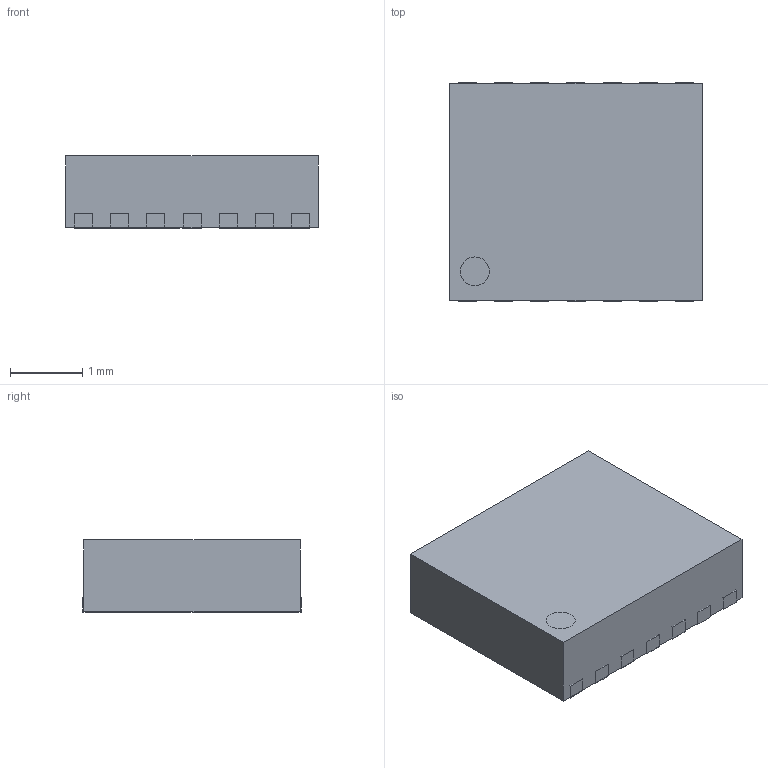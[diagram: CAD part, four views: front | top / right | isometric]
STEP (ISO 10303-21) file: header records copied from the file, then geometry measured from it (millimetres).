
FILE_DESCRIPTION (( 'STEP AP214' ), '1' );
FILE_NAME ('User Library-dfn14_MIC3385.STEP', '2017-08-03T13:31:07', ( 'Windows User' ), ( '' ), 'SwSTEP 2.0', 'SolidWorks 2017', '' );
FILE_SCHEMA (( 'AUTOMOTIVE_DESIGN' ));
Length unit declared in the file: millimetre
Products named in the file (24): User Library-dfn14_MIC3385_Extruded_2; User Library-dfn14_MIC3385_728170832; User Library-dfn14_MIC3385_Cylinder_2; User Library-dfn14_MIC3385_728171344; User Library-dfn14_MIC3385_Free-Models; User Library-dfn14_MIC3385_Cylinder; User Library-dfn14_MIC3385_713965024; User Library-dfn14_MIC3385_SRP1270_2RMR; User Library-dfn14_MIC3385_Cylinder_4; User Library-dfn14_MIC3385_Extruded; User Library-dfn14_MIC3385_713976424; User Library-dfn14_MIC3385_Cylinder_3; User Library-dfn14_MIC3385; User Library-dfn14_MIC3385_728171600; User Library-dfn14_MIC3385_Extruded_7; User Library-dfn14_MIC3385_875918976; User Library-dfn14_MIC3385_Extruded_6; User Library-dfn14_MIC3385_728171088; User Library-dfn14_MIC3385_Extruded_5; User Library-dfn14_MIC3385_728170960; User Library-dfn14_MIC3385_Extruded_4; User Library-dfn14_MIC3385_728170704; User Library-dfn14_MIC3385_Extruded_3; User Library-dfn14_MIC3385_728172240
Assembly tree (56 placements, depth 4):
  User Library-dfn14_MIC3385
    User Library-dfn14_MIC3385_Free-Models
      User Library-dfn14_MIC3385_SRP1270_2RMR
        User Library-dfn14_MIC3385_Extruded
      User Library-dfn14_MIC3385_728171344  x14
        User Library-dfn14_MIC3385_Cylinder
      User Library-dfn14_MIC3385_728170832  x8
        User Library-dfn14_MIC3385_Cylinder_2
      User Library-dfn14_MIC3385_728172240
        User Library-dfn14_MIC3385_Extruded_2
      User Library-dfn14_MIC3385_728170704  x2
        User Library-dfn14_MIC3385_Extruded_3
      User Library-dfn14_MIC3385_728170960
        User Library-dfn14_MIC3385_Extruded_4
      User Library-dfn14_MIC3385_728171088  x13
        User Library-dfn14_MIC3385_Extruded_5
      User Library-dfn14_MIC3385_875918976
        User Library-dfn14_MIC3385_Extruded_6
      User Library-dfn14_MIC3385_728171600
        User Library-dfn14_MIC3385_Extruded_7
      User Library-dfn14_MIC3385_713976424
        User Library-dfn14_MIC3385_Cylinder_3
      User Library-dfn14_MIC3385_713965024
        User Library-dfn14_MIC3385_Cylinder_4
Bounding box: 3.5 x 3.02 x 1 mm (x, y, z)
Surface area: 56.9 mm2
Topology: 36 solids, 44 shells, 208 faces, 408 edges, 272 vertices
Faces by surface type: plane 160, cylinder 48
Entity records: 3451 total; most frequent: DIRECTION 420, CARTESIAN_POINT 356, ORIENTED_EDGE 260, AXIS2_PLACEMENT_3D 152, EDGE_CURVE 132, VECTOR 116, LINE 116, UNCERTAINTY_MEASURE_WITH_UNIT 109
